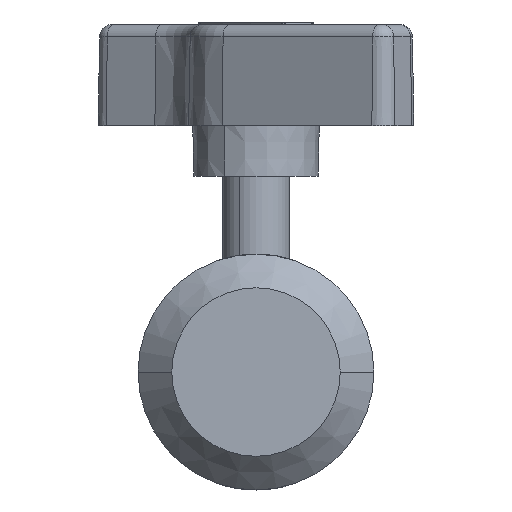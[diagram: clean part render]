
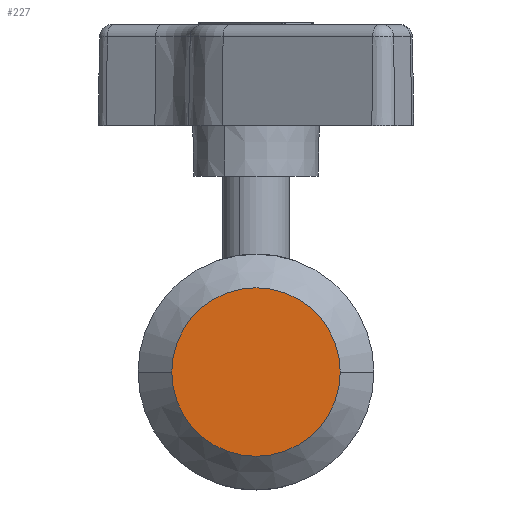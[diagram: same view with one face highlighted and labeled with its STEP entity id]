
A CAD part, front view. The second image highlights one B-rep face of the part: STEP entity #227.
In plain terms, the highlighted planar face has unit normal (0, -1, 0).
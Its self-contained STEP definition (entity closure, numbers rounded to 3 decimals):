
#169 = DIRECTION ( 'NONE',  ( 0., -1., 0. ) ) ;
#175 = VERTEX_POINT ( 'NONE', #3370 ) ;
#227 = ADVANCED_FACE ( 'NONE', ( #1814 ), #3424, .T. ) ;
#319 = CARTESIAN_POINT ( 'NONE',  ( 0., 0., 0. ) ) ;
#857 = CARTESIAN_POINT ( 'NONE',  ( 0., 0., 0. ) ) ;
#890 = AXIS2_PLACEMENT_3D ( 'NONE', #857, #3650, #4037 ) ;
#1429 = CIRCLE ( 'NONE', #2019, 10. ) ;
#1814 = FACE_OUTER_BOUND ( 'NONE', #2126, .T. ) ;
#2019 = AXIS2_PLACEMENT_3D ( 'NONE', #319, #4261, #4642 ) ;
#2126 = EDGE_LOOP ( 'NONE', ( #3215, #2727 ) ) ;
#2547 = CARTESIAN_POINT ( 'NONE',  ( 0., 0., 0. ) ) ;
#2549 = EDGE_CURVE ( 'NONE', #3460, #175, #3774, .T. ) ;
#2727 = ORIENTED_EDGE ( 'NONE', *, *, #4247, .F. ) ;
#3215 = ORIENTED_EDGE ( 'NONE', *, *, #2549, .F. ) ;
#3370 = CARTESIAN_POINT ( 'NONE',  ( 10., 0., 0. ) ) ;
#3412 = CARTESIAN_POINT ( 'NONE',  ( -10., 0., 0. ) ) ;
#3424 = PLANE ( 'NONE',  #5039 ) ;
#3460 = VERTEX_POINT ( 'NONE', #3412 ) ;
#3650 = DIRECTION ( 'NONE',  ( 0., 1., 0. ) ) ;
#3774 = CIRCLE ( 'NONE', #890, 10. ) ;
#4037 = DIRECTION ( 'NONE',  ( -1., 0., 0. ) ) ;
#4247 = EDGE_CURVE ( 'NONE', #175, #3460, #1429, .T. ) ;
#4261 = DIRECTION ( 'NONE',  ( 0., 1., 0. ) ) ;
#4538 = DIRECTION ( 'NONE',  ( 1., 0., 0. ) ) ;
#4642 = DIRECTION ( 'NONE',  ( -1., 0., 0. ) ) ;
#5039 = AXIS2_PLACEMENT_3D ( 'NONE', #2547, #169, #4538 ) ;
